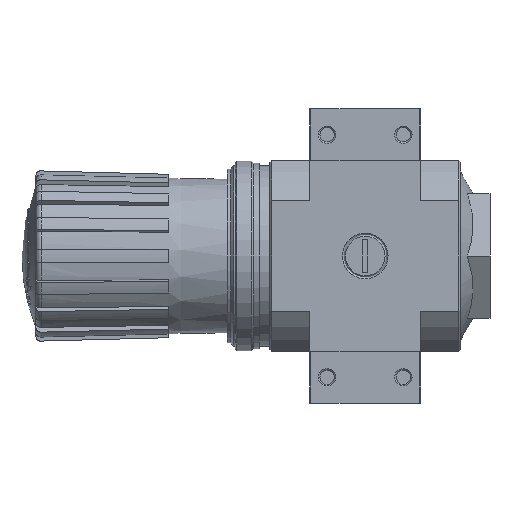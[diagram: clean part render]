
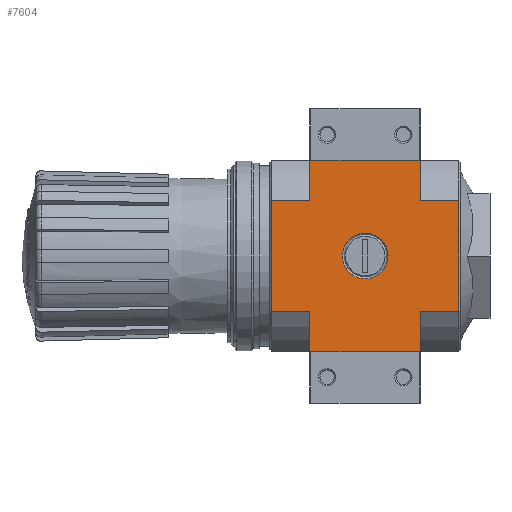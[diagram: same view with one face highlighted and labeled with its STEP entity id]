
A CAD part, left-side view. The second image highlights one B-rep face of the part: STEP entity #7604.
In plain terms, the highlighted face is planar.
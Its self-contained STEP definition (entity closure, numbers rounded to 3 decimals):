
#195=LINE('',#10613,#525);
#311=LINE('',#11902,#641);
#327=LINE('',#11964,#657);
#328=LINE('',#11967,#658);
#329=LINE('',#11969,#659);
#330=LINE('',#11971,#660);
#331=LINE('',#11972,#661);
#332=LINE('',#11974,#662);
#333=LINE('',#11976,#663);
#334=LINE('',#11978,#664);
#335=LINE('',#11980,#665);
#336=LINE('',#11981,#666);
#525=VECTOR('',#8694,1000.);
#641=VECTOR('',#9330,1000.);
#657=VECTOR('',#9368,1000.);
#658=VECTOR('',#9369,1000.);
#659=VECTOR('',#9370,1000.);
#660=VECTOR('',#9371,1000.);
#661=VECTOR('',#9372,1000.);
#662=VECTOR('',#9373,1000.);
#663=VECTOR('',#9374,1000.);
#664=VECTOR('',#9375,1000.);
#665=VECTOR('',#9376,1000.);
#666=VECTOR('',#9377,1000.);
#936=PLANE('',#8179);
#1216=CIRCLE('',#8180,6.579);
#2052=ORIENTED_EDGE('',*,*,#3596,.T.);
#2053=ORIENTED_EDGE('',*,*,#3597,.T.);
#2054=ORIENTED_EDGE('',*,*,#3598,.F.);
#2055=ORIENTED_EDGE('',*,*,#3599,.T.);
#2056=ORIENTED_EDGE('',*,*,#3600,.F.);
#2057=ORIENTED_EDGE('',*,*,#3163,.F.);
#2058=ORIENTED_EDGE('',*,*,#3601,.T.);
#2059=ORIENTED_EDGE('',*,*,#3602,.F.);
#2060=ORIENTED_EDGE('',*,*,#3603,.T.);
#2061=ORIENTED_EDGE('',*,*,#3604,.F.);
#2062=ORIENTED_EDGE('',*,*,#3605,.T.);
#2063=ORIENTED_EDGE('',*,*,#3571,.F.);
#2064=ORIENTED_EDGE('',*,*,#3606,.F.);
#3163=EDGE_CURVE('',#4027,#4028,#195,.T.);
#3571=EDGE_CURVE('',#4322,#4323,#311,.T.);
#3596=EDGE_CURVE('',#4341,#4341,#1216,.T.);
#3597=EDGE_CURVE('',#4342,#4343,#327,.F.);
#3598=EDGE_CURVE('',#4344,#4343,#328,.T.);
#3599=EDGE_CURVE('',#4344,#4345,#329,.T.);
#3600=EDGE_CURVE('',#4028,#4345,#330,.T.);
#3601=EDGE_CURVE('',#4027,#4346,#331,.T.);
#3602=EDGE_CURVE('',#4347,#4346,#332,.T.);
#3603=EDGE_CURVE('',#4347,#4348,#333,.T.);
#3604=EDGE_CURVE('',#4349,#4348,#334,.F.);
#3605=EDGE_CURVE('',#4349,#4323,#335,.T.);
#3606=EDGE_CURVE('',#4342,#4322,#336,.T.);
#4027=VERTEX_POINT('',#10612);
#4028=VERTEX_POINT('',#10614);
#4322=VERTEX_POINT('',#11901);
#4323=VERTEX_POINT('',#11903);
#4341=VERTEX_POINT('',#11963);
#4342=VERTEX_POINT('',#11965);
#4343=VERTEX_POINT('',#11966);
#4344=VERTEX_POINT('',#11968);
#4345=VERTEX_POINT('',#11970);
#4346=VERTEX_POINT('',#11973);
#4347=VERTEX_POINT('',#11975);
#4348=VERTEX_POINT('',#11977);
#4349=VERTEX_POINT('',#11979);
#4906=EDGE_LOOP('',(#2052));
#4907=EDGE_LOOP('',(#2053,#2054,#2055,#2056,#2057,#2058,#2059,#2060,#2061,
#2062,#2063,#2064));
#5426=FACE_BOUND('',#4906,.T.);
#5427=FACE_BOUND('',#4907,.T.);
#7604=ADVANCED_FACE('',(#5426,#5427),#936,.F.);
#8179=AXIS2_PLACEMENT_3D('',#11961,#9364,#9365);
#8180=AXIS2_PLACEMENT_3D('',#11962,#9366,#9367);
#8694=DIRECTION('',(0.,1.,0.));
#9330=DIRECTION('',(0.,-1.,0.));
#9364=DIRECTION('',(0.,0.,1.));
#9365=DIRECTION('',(1.,0.,0.));
#9366=DIRECTION('',(0.,0.,1.));
#9367=DIRECTION('',(1.,0.,0.));
#9368=DIRECTION('',(0.,-1.,0.));
#9369=DIRECTION('',(-1.,0.,0.));
#9370=DIRECTION('',(0.,-1.,0.));
#9371=DIRECTION('',(-1.,0.,0.));
#9372=DIRECTION('',(-1.,0.,0.));
#9373=DIRECTION('',(0.,1.,0.));
#9374=DIRECTION('',(-1.,0.,0.));
#9375=DIRECTION('',(0.,1.,0.));
#9376=DIRECTION('',(-1.,0.,0.));
#9377=DIRECTION('',(-1.,0.,0.));
#10612=CARTESIAN_POINT('',(27.5,-16.,-27.5));
#10613=CARTESIAN_POINT('',(27.5,-27.,-27.5));
#10614=CARTESIAN_POINT('',(27.5,16.,-27.5));
#11901=CARTESIAN_POINT('',(-27.5,16.,-27.5));
#11902=CARTESIAN_POINT('',(-27.5,27.,-27.5));
#11903=CARTESIAN_POINT('',(-27.5,-16.,-27.5));
#11961=CARTESIAN_POINT('',(0.,0.,-27.5));
#11962=CARTESIAN_POINT('',(0.,0.,-27.5));
#11963=CARTESIAN_POINT('',(6.579,0.,-27.5));
#11964=CARTESIAN_POINT('',(-15.869,31.,-27.5));
#11965=CARTESIAN_POINT('',(-15.869,16.,-27.5));
#11966=CARTESIAN_POINT('',(-15.869,27.,-27.5));
#11967=CARTESIAN_POINT('',(27.5,27.,-27.5));
#11968=CARTESIAN_POINT('',(15.869,27.,-27.5));
#11969=CARTESIAN_POINT('',(15.869,31.,-27.5));
#11970=CARTESIAN_POINT('',(15.869,16.,-27.5));
#11971=CARTESIAN_POINT('',(0.,16.,-27.5));
#11972=CARTESIAN_POINT('',(0.,-16.,-27.5));
#11973=CARTESIAN_POINT('',(15.869,-16.,-27.5));
#11974=CARTESIAN_POINT('',(15.869,-31.,-27.5));
#11975=CARTESIAN_POINT('',(15.869,-27.,-27.5));
#11976=CARTESIAN_POINT('',(27.5,-27.,-27.5));
#11977=CARTESIAN_POINT('',(-15.869,-27.,-27.5));
#11978=CARTESIAN_POINT('',(-15.869,-31.,-27.5));
#11979=CARTESIAN_POINT('',(-15.869,-16.,-27.5));
#11980=CARTESIAN_POINT('',(0.,-16.,-27.5));
#11981=CARTESIAN_POINT('',(0.,16.,-27.5));
